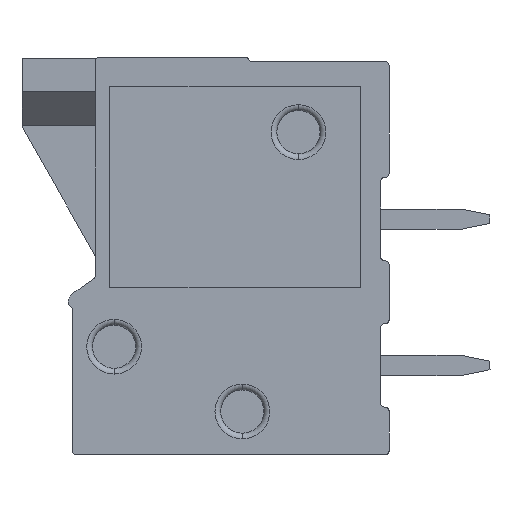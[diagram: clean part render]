
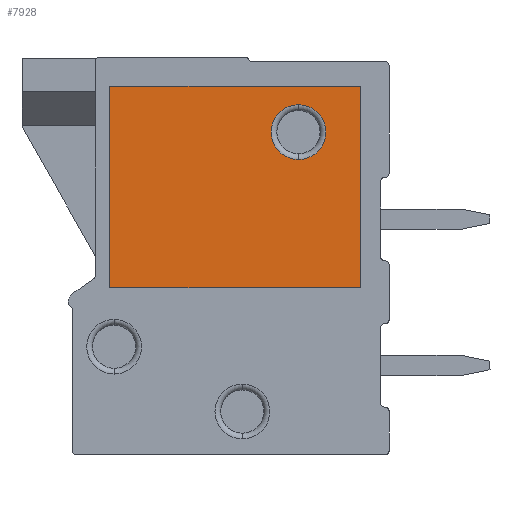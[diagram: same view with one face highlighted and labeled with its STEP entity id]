
A CAD part, left-side view. The second image highlights one B-rep face of the part: STEP entity #7928.
In plain terms, the highlighted face is planar.
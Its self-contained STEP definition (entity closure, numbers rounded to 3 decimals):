
#396 = CARTESIAN_POINT ( 'NONE',  ( 11.2, 2.3, 0.05 ) ) ;
#553 = DIRECTION ( 'NONE',  ( 0., 1., 0. ) ) ;
#755 = LINE ( 'NONE', #7729, #8217 ) ;
#873 = DIRECTION ( 'NONE',  ( 0., 0., 1. ) ) ;
#900 = FACE_BOUND ( 'NONE', #4064, .T. ) ;
#957 = DIRECTION ( 'NONE',  ( 1., 0., 0. ) ) ;
#1244 = AXIS2_PLACEMENT_3D ( 'NONE', #396, #873, #957 ) ;
#1354 = CARTESIAN_POINT ( 'NONE',  ( 12.8, -4.25, 0.05 ) ) ;
#1457 = EDGE_LOOP ( 'NONE', ( #1500, #1701, #5646, #8169 ) ) ;
#1500 = ORIENTED_EDGE ( 'NONE', *, *, #5999, .F. ) ;
#1547 = PLANE ( 'NONE',  #6220 ) ;
#1701 = ORIENTED_EDGE ( 'NONE', *, *, #7543, .F. ) ;
#1826 = CARTESIAN_POINT ( 'NONE',  ( 5.8, -4.25, 0.05 ) ) ;
#1967 = EDGE_CURVE ( 'NONE', #7304, #2548, #4861, .T. ) ;
#1985 = EDGE_CURVE ( 'NONE', #2548, #7304, #6739, .T. ) ;
#2035 = LINE ( 'NONE', #2605, #5553 ) ;
#2095 = CARTESIAN_POINT ( 'NONE',  ( 10.25, 2.3, 0.05 ) ) ;
#2146 = VECTOR ( 'NONE', #553, 1000. ) ;
#2208 = CARTESIAN_POINT ( 'NONE',  ( 12.8, 4.45, 0.05 ) ) ;
#2240 = VECTOR ( 'NONE', #5306, 1000. ) ;
#2428 = AXIS2_PLACEMENT_3D ( 'NONE', #2902, #6153, #8081 ) ;
#2512 = CARTESIAN_POINT ( 'NONE',  ( 12.8, -4.25, 0.05 ) ) ;
#2548 = VERTEX_POINT ( 'NONE', #2095 ) ;
#2605 = CARTESIAN_POINT ( 'NONE',  ( 12.8, 4.45, 0.05 ) ) ;
#2902 = CARTESIAN_POINT ( 'NONE',  ( 11.2, 2.3, 0.05 ) ) ;
#3082 = EDGE_CURVE ( 'NONE', #5585, #3236, #3245, .T. ) ;
#3205 = ORIENTED_EDGE ( 'NONE', *, *, #1985, .T. ) ;
#3229 = CARTESIAN_POINT ( 'NONE',  ( 5.8, 4.45, 0.05 ) ) ;
#3236 = VERTEX_POINT ( 'NONE', #2208 ) ;
#3245 = LINE ( 'NONE', #2512, #2146 ) ;
#3348 = CARTESIAN_POINT ( 'NONE',  ( 5.8, -4.25, 0.05 ) ) ;
#3451 = CARTESIAN_POINT ( 'NONE',  ( 12.8, -4.25, 0.05 ) ) ;
#3513 = VERTEX_POINT ( 'NONE', #1826 ) ;
#3560 = ORIENTED_EDGE ( 'NONE', *, *, #1967, .T. ) ;
#3614 = EDGE_CURVE ( 'NONE', #3236, #3900, #2035, .T. ) ;
#3837 = DIRECTION ( 'NONE',  ( 0., -1., 0. ) ) ;
#3900 = VERTEX_POINT ( 'NONE', #3229 ) ;
#4064 = EDGE_LOOP ( 'NONE', ( #3560, #3205 ) ) ;
#4861 = CIRCLE ( 'NONE', #1244, 0.95 ) ;
#5306 = DIRECTION ( 'NONE',  ( 1., 0., 0. ) ) ;
#5553 = VECTOR ( 'NONE', #7179, 1000. ) ;
#5585 = VERTEX_POINT ( 'NONE', #1354 ) ;
#5646 = ORIENTED_EDGE ( 'NONE', *, *, #3614, .F. ) ;
#5968 = CARTESIAN_POINT ( 'NONE',  ( 12.15, 2.3, 0.05 ) ) ;
#5999 = EDGE_CURVE ( 'NONE', #3513, #5585, #7848, .T. ) ;
#6104 = DIRECTION ( 'NONE',  ( 0., 0., 1. ) ) ;
#6153 = DIRECTION ( 'NONE',  ( 0., 0., 1. ) ) ;
#6220 = AXIS2_PLACEMENT_3D ( 'NONE', #3451, #6104, #6690 ) ;
#6690 = DIRECTION ( 'NONE',  ( 1., 0., 0. ) ) ;
#6739 = CIRCLE ( 'NONE', #2428, 0.95 ) ;
#7179 = DIRECTION ( 'NONE',  ( -1., 0., 0. ) ) ;
#7304 = VERTEX_POINT ( 'NONE', #5968 ) ;
#7543 = EDGE_CURVE ( 'NONE', #3900, #3513, #755, .T. ) ;
#7729 = CARTESIAN_POINT ( 'NONE',  ( 5.8, 4.45, 0.05 ) ) ;
#7848 = LINE ( 'NONE', #3348, #2240 ) ;
#7863 = FACE_OUTER_BOUND ( 'NONE', #1457, .T. ) ;
#7928 = ADVANCED_FACE ( 'NONE', ( #7863, #900 ), #1547, .F. ) ;
#8081 = DIRECTION ( 'NONE',  ( 1., 0., 0. ) ) ;
#8169 = ORIENTED_EDGE ( 'NONE', *, *, #3082, .F. ) ;
#8217 = VECTOR ( 'NONE', #3837, 1000. ) ;
